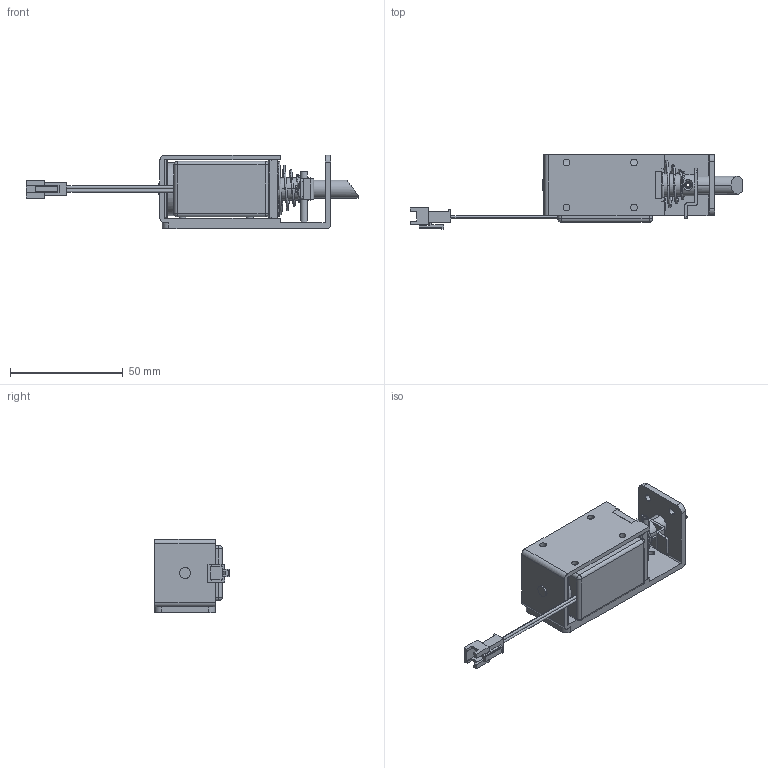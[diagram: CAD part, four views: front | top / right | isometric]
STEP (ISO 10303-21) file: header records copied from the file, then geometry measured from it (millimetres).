
FILE_DESCRIPTION( (''), '2;1');
FILE_NAME ('PC005.6248.TL_439_32412.stp','2022-05-24T14:52:19',(''),(''),'spGate 18.9.1 (****-****-****-****)','','');
FILE_SCHEMA (('AUTOMOTIVE_DESIGN'));
Length unit declared in the file: millimetre
Products named in the file (4): Assembly; ベース; ラッチ; スプリング
Assembly tree (3 placements, depth 2):
  Assembly
    ベース
    ラッチ
    スプリング
Bounding box: 147.54 x 33.15 x 32.6 mm (x, y, z)
Volume: 49091.1 mm3; surface area: 20496.6 mm2
Topology: 3 solids, 5 shells, 387 faces, 1024 edges, 630 vertices
Faces by surface type: plane 227, cylinder 106, bspline 42, sphere 12
Entity records: 21437 total; most frequent: CARTESIAN_POINT 4025, ORIENTED_EDGE 2014, DIRECTION 1841, COLOUR_RGB 1397, PRESENTATION_STYLE_ASSIGNMENT 1397, STYLED_ITEM 1397, EDGE_CURVE 1007, DRAUGHTING_PRE_DEFINED_CURVE_FONT 1007
